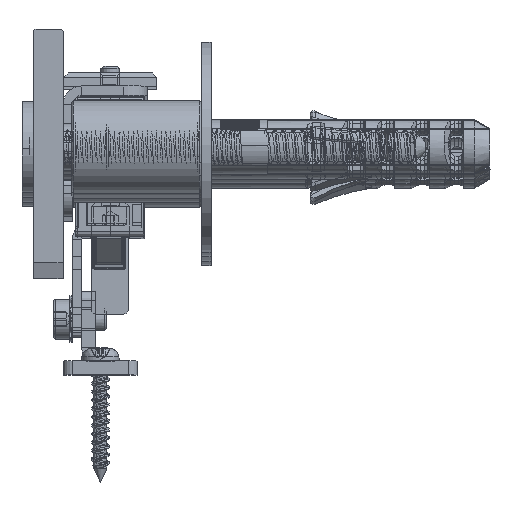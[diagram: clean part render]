
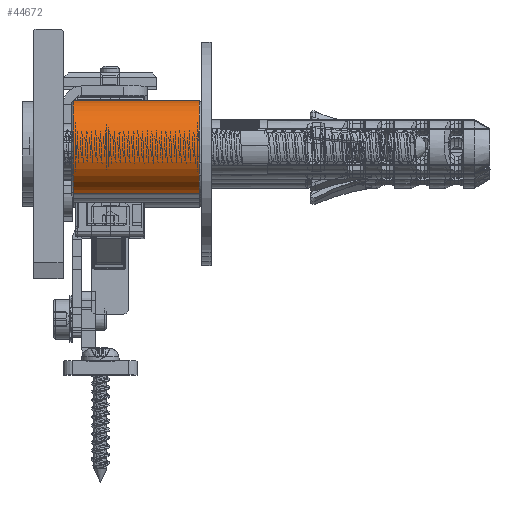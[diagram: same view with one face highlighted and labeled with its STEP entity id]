
A CAD part, top view. The second image highlights one B-rep face of the part: STEP entity #44672.
In plain terms, the highlighted cylindrical face has radius 10 mm (diameter 20 mm), a full revolution.
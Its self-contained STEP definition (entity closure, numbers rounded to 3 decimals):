
#3709=FACE_OUTER_BOUND('',#6216,.T.);
#6216=EDGE_LOOP('',(#30204,#30205,#30206,#30207));
#8942=LINE('',#66017,#12946);
#12946=VECTOR('',#52632,10.);
#16925=CIRCLE('',#47821,10.);
#16927=CIRCLE('',#47824,10.);
#18670=VERTEX_POINT('',#66009);
#18672=VERTEX_POINT('',#66015);
#23211=EDGE_CURVE('',#18670,#18670,#16925,.T.);
#23214=EDGE_CURVE('',#18672,#18672,#16927,.T.);
#23215=EDGE_CURVE('',#18672,#18670,#8942,.T.);
#30204=ORIENTED_EDGE('',*,*,#23214,.F.);
#30205=ORIENTED_EDGE('',*,*,#23215,.T.);
#30206=ORIENTED_EDGE('',*,*,#23211,.F.);
#30207=ORIENTED_EDGE('',*,*,#23215,.F.);
#43902=CYLINDRICAL_SURFACE('',#47823,10.);
#44672=ADVANCED_FACE('',(#3709),#43902,.T.);
#47821=AXIS2_PLACEMENT_3D('',#66010,#52623,#52624);
#47823=AXIS2_PLACEMENT_3D('',#66014,#52628,#52629);
#47824=AXIS2_PLACEMENT_3D('',#66016,#52630,#52631);
#52623=DIRECTION('center_axis',(-1.,0.,0.));
#52624=DIRECTION('ref_axis',(0.,-1.,0.));
#52628=DIRECTION('center_axis',(1.,0.,0.));
#52629=DIRECTION('ref_axis',(0.,-1.,0.));
#52630=DIRECTION('center_axis',(1.,0.,0.));
#52631=DIRECTION('ref_axis',(0.,-1.,0.));
#52632=DIRECTION('',(-1.,0.,0.));
#66009=CARTESIAN_POINT('',(0.5,10.,0.));
#66010=CARTESIAN_POINT('Origin',(0.5,0.,0.));
#66014=CARTESIAN_POINT('Origin',(0.,0.,0.));
#66015=CARTESIAN_POINT('',(27.5,10.,0.));
#66016=CARTESIAN_POINT('Origin',(27.5,0.,0.));
#66017=CARTESIAN_POINT('',(0.,10.,0.));
